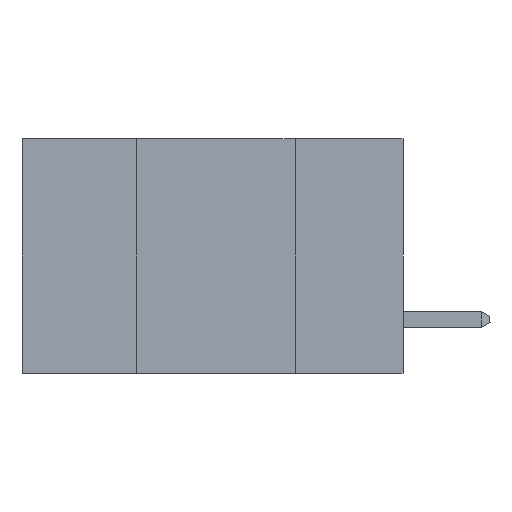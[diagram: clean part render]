
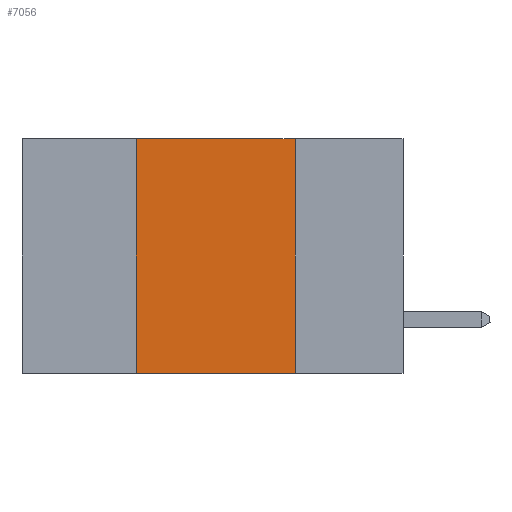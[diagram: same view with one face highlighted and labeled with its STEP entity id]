
A CAD part, left-side view. The second image highlights one B-rep face of the part: STEP entity #7056.
In plain terms, the highlighted planar face has unit normal (-1, 0, 0).
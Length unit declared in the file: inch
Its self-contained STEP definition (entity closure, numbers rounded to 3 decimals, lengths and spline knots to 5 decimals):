
#434 = EDGE_LOOP ( 'NONE', ( #4509, #9181, #6797, #7215 ) ) ;
#662 = CARTESIAN_POINT ( 'NONE',  ( 0., 0.6, 0. ) ) ;
#769 = LINE ( 'NONE', #12392, #16479 ) ;
#4509 = ORIENTED_EDGE ( 'NONE', *, *, #13328, .F. ) ;
#5403 = CARTESIAN_POINT ( 'NONE',  ( 0., 0.17, 0. ) ) ;
#5519 = DIRECTION ( 'NONE',  ( 0., 0., -1. ) ) ;
#5909 = VERTEX_POINT ( 'NONE', #14360 ) ;
#6234 = DIRECTION ( 'NONE',  ( 0., 0., 1. ) ) ;
#6360 = DIRECTION ( 'NONE',  ( 0., 0., -1. ) ) ;
#6464 = VECTOR ( 'NONE', #5519, 39.37008 ) ;
#6797 = ORIENTED_EDGE ( 'NONE', *, *, #7933, .F. ) ;
#6943 = DIRECTION ( 'NONE',  ( 0., -1., 0. ) ) ;
#7056 = ADVANCED_FACE ( 'NONE', ( #16981 ), #11440, .F. ) ;
#7215 = ORIENTED_EDGE ( 'NONE', *, *, #13595, .T. ) ;
#7933 = EDGE_CURVE ( 'NONE', #5909, #10259, #15225, .T. ) ;
#8185 = CARTESIAN_POINT ( 'NONE',  ( 0., 0.17, 0. ) ) ;
#8346 = VERTEX_POINT ( 'NONE', #8185 ) ;
#8908 = DIRECTION ( 'NONE',  ( 1., 0., 0. ) ) ;
#8951 = CARTESIAN_POINT ( 'NONE',  ( 0., 0.42, 0. ) ) ;
#9181 = ORIENTED_EDGE ( 'NONE', *, *, #11986, .F. ) ;
#10259 = VERTEX_POINT ( 'NONE', #13256 ) ;
#10708 = AXIS2_PLACEMENT_3D ( 'NONE', #662, #8908, #6360 ) ;
#11111 = LINE ( 'NONE', #5403, #6464 ) ;
#11440 = PLANE ( 'NONE',  #10708 ) ;
#11986 = EDGE_CURVE ( 'NONE', #10259, #8346, #769, .T. ) ;
#12379 = VECTOR ( 'NONE', #17087, 39.37008 ) ;
#12392 = CARTESIAN_POINT ( 'NONE',  ( 0., 0.6, 0. ) ) ;
#12945 = VERTEX_POINT ( 'NONE', #14392 ) ;
#13256 = CARTESIAN_POINT ( 'NONE',  ( 0., 0.42, 0. ) ) ;
#13328 = EDGE_CURVE ( 'NONE', #8346, #12945, #11111, .T. ) ;
#13595 = EDGE_CURVE ( 'NONE', #5909, #12945, #15977, .T. ) ;
#14360 = CARTESIAN_POINT ( 'NONE',  ( 0., 0.42, -0.37 ) ) ;
#14392 = CARTESIAN_POINT ( 'NONE',  ( 0., 0.17, -0.37 ) ) ;
#15225 = LINE ( 'NONE', #8951, #17540 ) ;
#15719 = CARTESIAN_POINT ( 'NONE',  ( 0., 0.6, -0.37 ) ) ;
#15977 = LINE ( 'NONE', #15719, #12379 ) ;
#16479 = VECTOR ( 'NONE', #6943, 39.37008 ) ;
#16981 = FACE_OUTER_BOUND ( 'NONE', #434, .T. ) ;
#17087 = DIRECTION ( 'NONE',  ( 0., -1., 0. ) ) ;
#17540 = VECTOR ( 'NONE', #6234, 39.37008 ) ;
